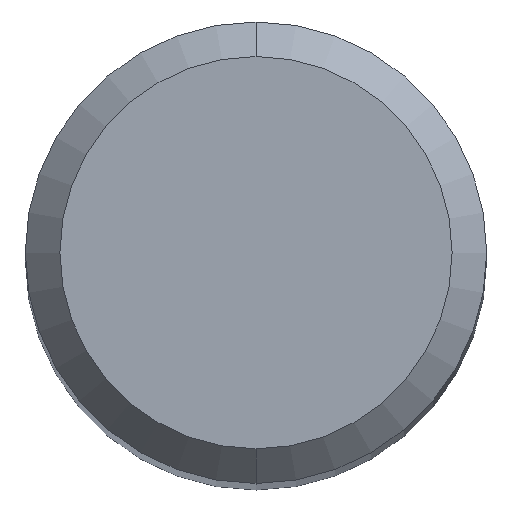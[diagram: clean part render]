
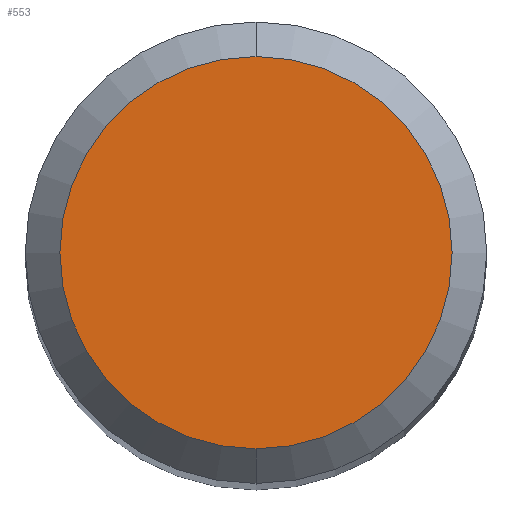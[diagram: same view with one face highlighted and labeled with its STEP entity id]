
A CAD part, top view. The second image highlights one B-rep face of the part: STEP entity #553.
In plain terms, the highlighted planar face has unit normal (0, 0, 1).
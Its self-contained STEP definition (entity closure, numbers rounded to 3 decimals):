
#391=EDGE_CURVE('',#635,#505,#1059,.T.);
#505=VERTEX_POINT('',#1184);
#553=ADVANCED_FACE('',(#1238),#1239,.T.);
#635=VERTEX_POINT('',#1328);
#983=EDGE_CURVE('',#505,#635,#1704,.T.);
#1059=CIRCLE('',#1981,1.7);
#1184=CARTESIAN_POINT('',(0.,-1.7,0.0));
#1238=FACE_OUTER_BOUND('',#2640,.T.);
#1239=PLANE('',#2641);
#1328=CARTESIAN_POINT('',(0.0,1.7,0.0));
#1704=CIRCLE('',#4501,1.7);
#1981=AXIS2_PLACEMENT_3D('',#4576,#4577,#4578);
#2640=EDGE_LOOP('',(#4833,#4834));
#2641=AXIS2_PLACEMENT_3D('',#4835,#4836,#4837);
#4501=AXIS2_PLACEMENT_3D('',#5256,#5257,#5258);
#4576=CARTESIAN_POINT('',(0.0,0.0,0.0));
#4577=DIRECTION('',(0.0,0.0,-1.0));
#4578=DIRECTION('',(0.0,1.0,0.0));
#4833=ORIENTED_EDGE('',*,*,#391,.F.);
#4834=ORIENTED_EDGE('',*,*,#983,.F.);
#4835=CARTESIAN_POINT('',(0.0,0.85,0.0));
#4836=DIRECTION('',(-0.0,0.0,1.0));
#4837=DIRECTION('',(0.0,-1.0,0.0));
#5256=CARTESIAN_POINT('',(0.0,0.0,0.0));
#5257=DIRECTION('',(0.0,0.0,-1.0));
#5258=DIRECTION('',(0.0,1.0,0.0));
